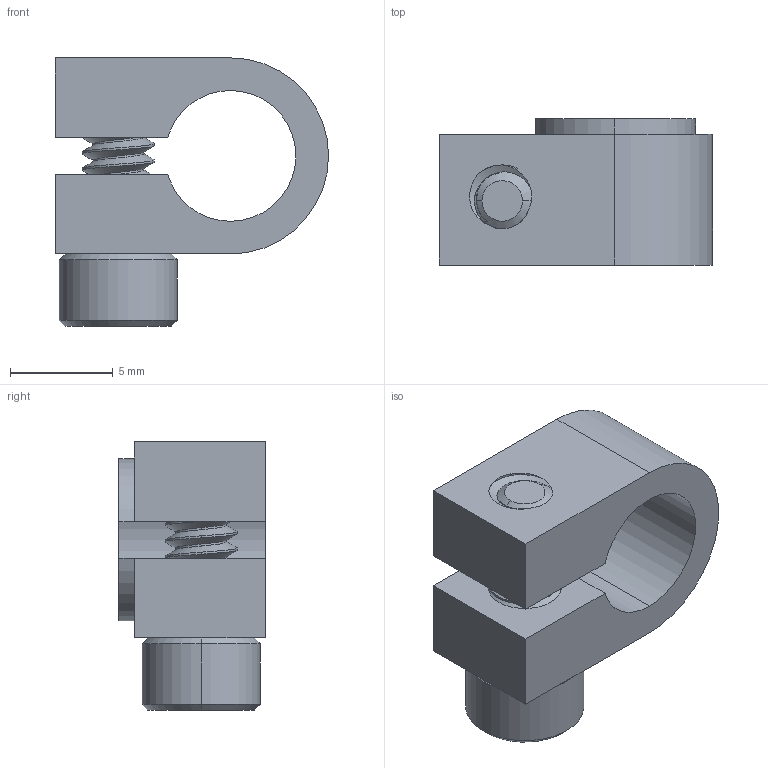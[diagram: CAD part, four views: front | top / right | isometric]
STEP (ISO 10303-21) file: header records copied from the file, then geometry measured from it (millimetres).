
FILE_DESCRIPTION (( 'STEP AP203' ), '1' );
FILE_NAME ('625102 assembly.STEP', '2016-08-25T18:25:31', ( '' ), ( '' ), 'SwSTEP 2.0', 'SolidWorks 2014', '' );
FILE_SCHEMA (( 'CONFIG_CONTROL_DESIGN' ));
Length unit declared in the file: inch
Products named in the file (3): 625102 assembly; 625102; 632110_90128A121
Assembly tree (2 placements, depth 2):
  625102 assembly
    625102
    632110_90128A121
Bounding box: 13.26 x 7.11 x 13.03 mm (x, y, z)
Volume: 565.9 mm3; surface area: 967.3 mm2
Topology: 2 solids, 2 shells, 118 faces, 320 edges, 208 vertices
Faces by surface type: cylinder 82, plane 19, cone 13, bspline 4
Entity records: 6393 total; most frequent: CARTESIAN_POINT 3538, ORIENTED_EDGE 640, DIRECTION 444, EDGE_CURVE 320, VERTEX_POINT 208, AXIS2_PLACEMENT_3D 163, EDGE_LOOP 124, ADVANCED_FACE 118
